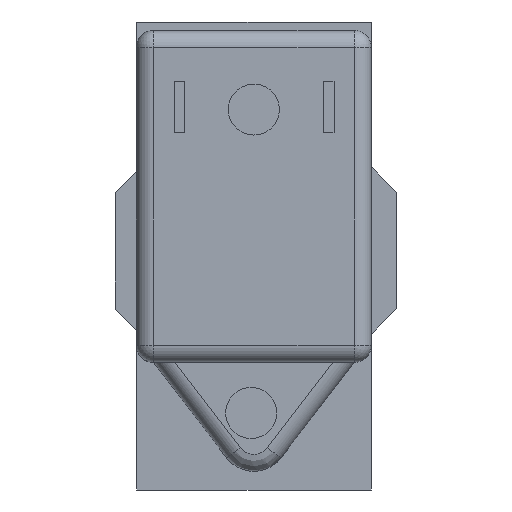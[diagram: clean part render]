
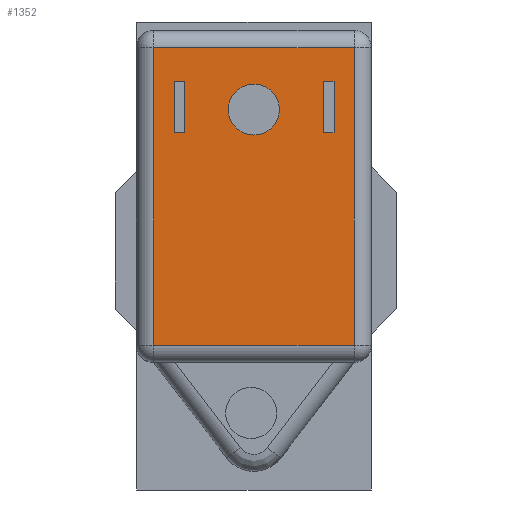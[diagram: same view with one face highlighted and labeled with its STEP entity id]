
A CAD part, front view. The second image highlights one B-rep face of the part: STEP entity #1352.
In plain terms, the highlighted planar face has unit normal (0, -1, 0).
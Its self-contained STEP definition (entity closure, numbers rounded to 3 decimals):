
#39=FACE_BOUND('',#245,.T.);
#40=FACE_BOUND('',#246,.T.);
#76=PLANE('',#1502);
#151=FACE_OUTER_BOUND('',#244,.T.);
#244=EDGE_LOOP('',(#1084,#1085,#1086,#1087));
#245=EDGE_LOOP('',(#1088,#1089,#1090,#1091));
#246=EDGE_LOOP('',(#1092,#1093,#1094,#1095));
#295=LINE('',#2009,#412);
#299=LINE('',#2017,#416);
#302=LINE('',#2023,#419);
#305=LINE('',#2028,#422);
#307=LINE('',#2034,#424);
#311=LINE('',#2042,#428);
#314=LINE('',#2048,#431);
#317=LINE('',#2053,#434);
#352=LINE('',#2169,#469);
#356=LINE('',#2189,#473);
#361=LINE('',#2206,#478);
#362=LINE('',#2208,#479);
#412=VECTOR('',#1616,10.);
#416=VECTOR('',#1622,10.);
#419=VECTOR('',#1627,10.);
#422=VECTOR('',#1632,10.);
#424=VECTOR('',#1638,10.);
#428=VECTOR('',#1644,10.);
#431=VECTOR('',#1649,10.);
#434=VECTOR('',#1654,10.);
#469=VECTOR('',#1753,10.);
#473=VECTOR('',#1781,10.);
#478=VECTOR('',#1806,10.);
#479=VECTOR('',#1809,10.);
#595=VERTEX_POINT('',#2007);
#596=VERTEX_POINT('',#2008);
#599=VERTEX_POINT('',#2016);
#601=VERTEX_POINT('',#2022);
#603=VERTEX_POINT('',#2032);
#604=VERTEX_POINT('',#2033);
#607=VERTEX_POINT('',#2041);
#609=VERTEX_POINT('',#2047);
#643=VERTEX_POINT('',#2166);
#644=VERTEX_POINT('',#2168);
#647=VERTEX_POINT('',#2186);
#648=VERTEX_POINT('',#2188);
#716=EDGE_CURVE('',#595,#596,#295,.T.);
#720=EDGE_CURVE('',#596,#599,#299,.T.);
#723=EDGE_CURVE('',#599,#601,#302,.T.);
#726=EDGE_CURVE('',#601,#595,#305,.T.);
#728=EDGE_CURVE('',#603,#604,#307,.T.);
#732=EDGE_CURVE('',#604,#607,#311,.T.);
#735=EDGE_CURVE('',#607,#609,#314,.T.);
#738=EDGE_CURVE('',#609,#603,#317,.T.);
#788=EDGE_CURVE('',#643,#644,#352,.T.);
#798=EDGE_CURVE('',#647,#648,#356,.T.);
#807=EDGE_CURVE('',#647,#644,#361,.T.);
#808=EDGE_CURVE('',#648,#643,#362,.T.);
#1084=ORIENTED_EDGE('',*,*,#788,.F.);
#1085=ORIENTED_EDGE('',*,*,#808,.F.);
#1086=ORIENTED_EDGE('',*,*,#798,.F.);
#1087=ORIENTED_EDGE('',*,*,#807,.T.);
#1088=ORIENTED_EDGE('',*,*,#716,.T.);
#1089=ORIENTED_EDGE('',*,*,#720,.T.);
#1090=ORIENTED_EDGE('',*,*,#723,.T.);
#1091=ORIENTED_EDGE('',*,*,#726,.T.);
#1092=ORIENTED_EDGE('',*,*,#728,.T.);
#1093=ORIENTED_EDGE('',*,*,#732,.T.);
#1094=ORIENTED_EDGE('',*,*,#735,.T.);
#1095=ORIENTED_EDGE('',*,*,#738,.T.);
#1352=ADVANCED_FACE('',(#151,#39,#40),#76,.T.);
#1502=AXIS2_PLACEMENT_3D('',#2207,#1807,#1808);
#1616=DIRECTION('',(0.,0.,-1.));
#1622=DIRECTION('',(-1.,0.,0.));
#1627=DIRECTION('',(0.,0.,1.));
#1632=DIRECTION('',(1.,0.,0.));
#1638=DIRECTION('',(0.,0.,-1.));
#1644=DIRECTION('',(-1.,0.,0.));
#1649=DIRECTION('',(0.,0.,1.));
#1654=DIRECTION('',(1.,0.,0.));
#1753=DIRECTION('',(0.,0.,-1.));
#1781=DIRECTION('',(0.,0.,1.));
#1806=DIRECTION('',(1.,0.,0.));
#1807=DIRECTION('center_axis',(0.,-1.,0.));
#1808=DIRECTION('ref_axis',(0.,0.,-1.));
#1809=DIRECTION('',(1.,0.,0.));
#2007=CARTESIAN_POINT('',(4.712,0.,-3.));
#2008=CARTESIAN_POINT('',(4.712,0.,-6.));
#2009=CARTESIAN_POINT('',(4.712,0.,-3.5));
#2016=CARTESIAN_POINT('',(4.112,0.,-6.));
#2017=CARTESIAN_POINT('',(2.056,0.,-6.));
#2022=CARTESIAN_POINT('',(4.112,0.,-3.));
#2023=CARTESIAN_POINT('',(4.112,0.,-2.));
#2028=CARTESIAN_POINT('',(2.356,0.,-3.));
#2032=CARTESIAN_POINT('',(-4.088,0.,-3.));
#2033=CARTESIAN_POINT('',(-4.088,0.,-6.));
#2034=CARTESIAN_POINT('',(-4.088,0.,-3.5));
#2041=CARTESIAN_POINT('',(-4.688,0.,-6.));
#2042=CARTESIAN_POINT('',(-2.344,0.,-6.));
#2047=CARTESIAN_POINT('',(-4.688,0.,-3.));
#2048=CARTESIAN_POINT('',(-4.688,0.,-2.));
#2053=CARTESIAN_POINT('',(-2.044,0.,-3.));
#2166=CARTESIAN_POINT('',(5.9,0.,-1.));
#2168=CARTESIAN_POINT('',(5.9,0.,-18.5));
#2169=CARTESIAN_POINT('',(5.9,0.,-5.375));
#2186=CARTESIAN_POINT('',(-5.9,0.,-18.5));
#2188=CARTESIAN_POINT('',(-5.9,0.,-1.));
#2189=CARTESIAN_POINT('',(-5.9,0.,-5.375));
#2206=CARTESIAN_POINT('',(0.,0.,-18.5));
#2207=CARTESIAN_POINT('Origin',(0.,0.,-1.));
#2208=CARTESIAN_POINT('',(0.,0.,-1.));
